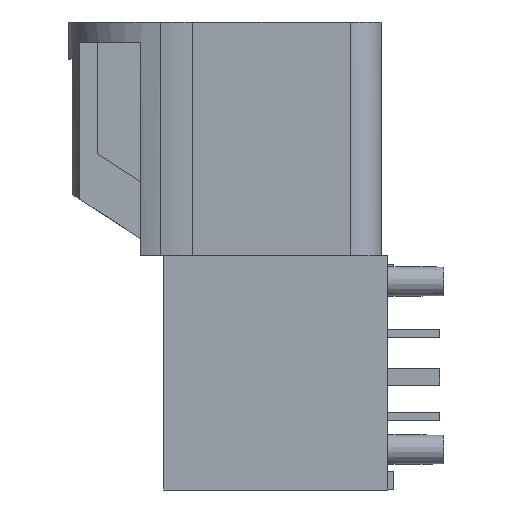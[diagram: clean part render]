
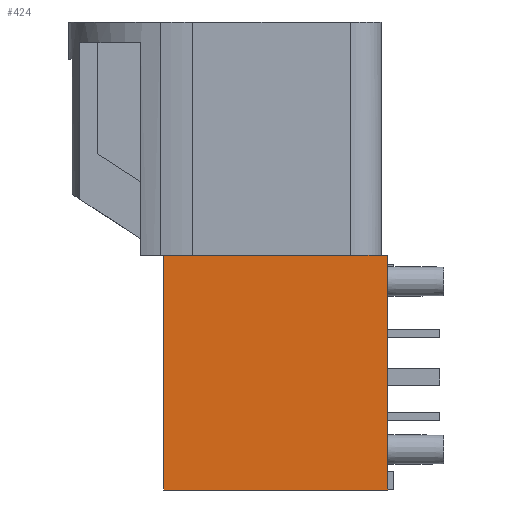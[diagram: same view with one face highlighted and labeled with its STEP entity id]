
A CAD part, left-side view. The second image highlights one B-rep face of the part: STEP entity #424.
In plain terms, the highlighted planar face has unit normal (-1, 0.012, 0).
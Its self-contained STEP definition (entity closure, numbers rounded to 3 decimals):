
#424=ADVANCED_FACE('',(#1196),#832,.T.);
#832=PLANE('',#8040);
#1196=FACE_OUTER_BOUND('',#1567,.T.);
#1567=EDGE_LOOP('',(#4083,#4084,#4085,#4086,#4087));
#2199=LINE('',#11212,#3053);
#2200=LINE('',#11215,#3054);
#2201=LINE('',#11217,#3055);
#2202=LINE('',#11219,#3056);
#2203=LINE('',#11220,#3057);
#3053=VECTOR('',#8960,1.);
#3054=VECTOR('',#8961,1.);
#3055=VECTOR('',#8962,1.);
#3056=VECTOR('',#8963,1.);
#3057=VECTOR('',#8964,1.);
#4083=ORIENTED_EDGE('',*,*,#6957,.T.);
#4084=ORIENTED_EDGE('',*,*,#6958,.T.);
#4085=ORIENTED_EDGE('',*,*,#6959,.F.);
#4086=ORIENTED_EDGE('',*,*,#6960,.T.);
#4087=ORIENTED_EDGE('',*,*,#6961,.T.);
#6034=VERTEX_POINT('',#10886);
#6138=VERTEX_POINT('',#11213);
#6139=VERTEX_POINT('',#11214);
#6140=VERTEX_POINT('',#11216);
#6141=VERTEX_POINT('',#11218);
#6957=EDGE_CURVE('',#6138,#6139,#2199,.T.);
#6958=EDGE_CURVE('',#6139,#6140,#2200,.T.);
#6959=EDGE_CURVE('',#6141,#6140,#2201,.T.);
#6960=EDGE_CURVE('',#6141,#6034,#2202,.T.);
#6961=EDGE_CURVE('',#6034,#6138,#2203,.T.);
#8040=AXIS2_PLACEMENT_3D('',#11221,#8965,#8966);
#8960=DIRECTION('',(0.,0.,-1.));
#8961=DIRECTION('',(-0.012,-1.,0.));
#8962=DIRECTION('',(0.,0.,-1.));
#8963=DIRECTION('',(0.012,1.,0.));
#8964=DIRECTION('',(0.012,1.,0.));
#8965=DIRECTION('',(-1.,0.012,0.));
#8966=DIRECTION('',(0.,0.,1.));
#10886=CARTESIAN_POINT('',(-5.738,-5.396,-11.25));
#11212=CARTESIAN_POINT('',(-5.618,4.45,-16.6));
#11213=CARTESIAN_POINT('',(-5.618,4.45,-11.25));
#11214=CARTESIAN_POINT('',(-5.618,4.45,-22.55));
#11215=CARTESIAN_POINT('',(-5.752,-6.48,-22.55));
#11216=CARTESIAN_POINT('',(-5.75,-6.35,-22.55));
#11217=CARTESIAN_POINT('',(-5.75,-6.35,-11.75));
#11218=CARTESIAN_POINT('',(-5.75,-6.35,-11.25));
#11219=CARTESIAN_POINT('',(-5.75,-6.35,-11.25));
#11220=CARTESIAN_POINT('',(-5.75,-6.35,-11.25));
#11221=CARTESIAN_POINT('',(-5.75,-6.35,-16.6));
